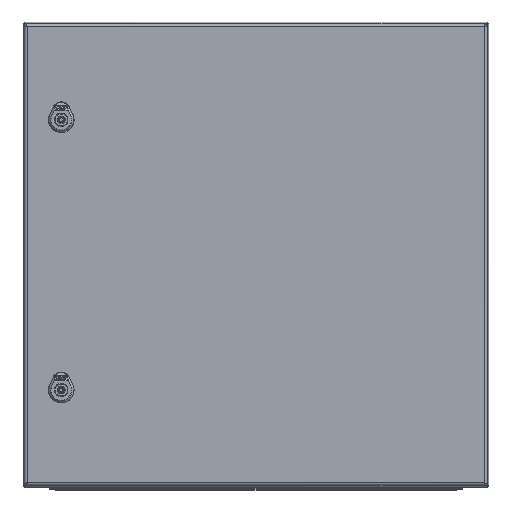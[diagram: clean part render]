
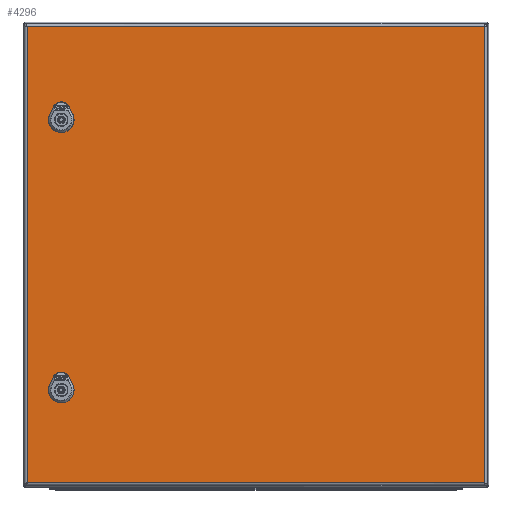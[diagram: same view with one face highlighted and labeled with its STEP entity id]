
A CAD part, top view. The second image highlights one B-rep face of the part: STEP entity #4296.
In plain terms, the highlighted face is planar.
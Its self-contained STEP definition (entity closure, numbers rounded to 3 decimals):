
#911=FACE_BOUND('',#6749,.T.);
#912=FACE_BOUND('',#6750,.T.);
#913=FACE_BOUND('',#6751,.T.);
#4296=ADVANCED_FACE('',(#911,#912,#913),#4995,.F.);
#4995=PLANE('',#20234);
#6749=EDGE_LOOP('',(#11014,#11015,#11016,#11017,#11018,#11019,#11020,#11021));
#6750=EDGE_LOOP('',(#11022,#11023,#11024,#11025,#11026,#11027,#11028,#11029));
#6751=EDGE_LOOP('',(#11030,#11031,#11032,#11033));
#7752=CIRCLE('',#20226,11.25);
#7753=CIRCLE('',#20227,11.25);
#7754=CIRCLE('',#20228,11.25);
#7755=CIRCLE('',#20229,11.25);
#7756=CIRCLE('',#20230,11.25);
#7757=CIRCLE('',#20231,11.25);
#7758=CIRCLE('',#20232,11.25);
#7759=CIRCLE('',#20233,11.25);
#11014=ORIENTED_EDGE('',*,*,#15880,.T.);
#11015=ORIENTED_EDGE('',*,*,#15881,.T.);
#11016=ORIENTED_EDGE('',*,*,#15882,.T.);
#11017=ORIENTED_EDGE('',*,*,#15883,.T.);
#11018=ORIENTED_EDGE('',*,*,#15884,.T.);
#11019=ORIENTED_EDGE('',*,*,#15885,.T.);
#11020=ORIENTED_EDGE('',*,*,#15886,.T.);
#11021=ORIENTED_EDGE('',*,*,#15887,.T.);
#11022=ORIENTED_EDGE('',*,*,#15888,.T.);
#11023=ORIENTED_EDGE('',*,*,#15889,.T.);
#11024=ORIENTED_EDGE('',*,*,#15890,.T.);
#11025=ORIENTED_EDGE('',*,*,#15891,.T.);
#11026=ORIENTED_EDGE('',*,*,#15892,.T.);
#11027=ORIENTED_EDGE('',*,*,#15893,.T.);
#11028=ORIENTED_EDGE('',*,*,#15894,.T.);
#11029=ORIENTED_EDGE('',*,*,#15895,.T.);
#11030=ORIENTED_EDGE('',*,*,#15896,.T.);
#11031=ORIENTED_EDGE('',*,*,#15897,.T.);
#11032=ORIENTED_EDGE('',*,*,#15898,.T.);
#11033=ORIENTED_EDGE('',*,*,#15899,.T.);
#13915=VERTEX_POINT('',#33300);
#13916=VERTEX_POINT('',#33301);
#13917=VERTEX_POINT('',#33303);
#13918=VERTEX_POINT('',#33305);
#13919=VERTEX_POINT('',#33307);
#13920=VERTEX_POINT('',#33309);
#13921=VERTEX_POINT('',#33311);
#13922=VERTEX_POINT('',#33313);
#13923=VERTEX_POINT('',#33316);
#13924=VERTEX_POINT('',#33317);
#13925=VERTEX_POINT('',#33319);
#13926=VERTEX_POINT('',#33321);
#13927=VERTEX_POINT('',#33323);
#13928=VERTEX_POINT('',#33325);
#13929=VERTEX_POINT('',#33327);
#13930=VERTEX_POINT('',#33329);
#13931=VERTEX_POINT('',#33332);
#13932=VERTEX_POINT('',#33333);
#13933=VERTEX_POINT('',#33335);
#13934=VERTEX_POINT('',#33337);
#15880=EDGE_CURVE('',#13915,#13916,#17557,.T.);
#15881=EDGE_CURVE('',#13916,#13917,#7752,.T.);
#15882=EDGE_CURVE('',#13917,#13918,#17558,.T.);
#15883=EDGE_CURVE('',#13918,#13919,#7753,.T.);
#15884=EDGE_CURVE('',#13919,#13920,#17559,.T.);
#15885=EDGE_CURVE('',#13920,#13921,#7754,.T.);
#15886=EDGE_CURVE('',#13921,#13922,#17560,.T.);
#15887=EDGE_CURVE('',#13922,#13915,#7755,.T.);
#15888=EDGE_CURVE('',#13923,#13924,#17561,.T.);
#15889=EDGE_CURVE('',#13924,#13925,#7756,.T.);
#15890=EDGE_CURVE('',#13925,#13926,#17562,.T.);
#15891=EDGE_CURVE('',#13926,#13927,#7757,.T.);
#15892=EDGE_CURVE('',#13927,#13928,#17563,.T.);
#15893=EDGE_CURVE('',#13928,#13929,#7758,.T.);
#15894=EDGE_CURVE('',#13929,#13930,#17564,.T.);
#15895=EDGE_CURVE('',#13930,#13923,#7759,.T.);
#15896=EDGE_CURVE('',#13931,#13932,#17565,.T.);
#15897=EDGE_CURVE('',#13932,#13933,#17566,.T.);
#15898=EDGE_CURVE('',#13933,#13934,#17567,.T.);
#15899=EDGE_CURVE('',#13934,#13931,#17568,.T.);
#17557=LINE('',#33299,#18771);
#17558=LINE('',#33304,#18772);
#17559=LINE('',#33308,#18773);
#17560=LINE('',#33312,#18774);
#17561=LINE('',#33315,#18775);
#17562=LINE('',#33320,#18776);
#17563=LINE('',#33324,#18777);
#17564=LINE('',#33328,#18778);
#17565=LINE('',#33331,#18779);
#17566=LINE('',#33334,#18780);
#17567=LINE('',#33336,#18781);
#17568=LINE('',#33338,#18782);
#18771=VECTOR('',#23441,1.);
#18772=VECTOR('',#23444,1.);
#18773=VECTOR('',#23447,1.);
#18774=VECTOR('',#23450,1.);
#18775=VECTOR('',#23453,1.);
#18776=VECTOR('',#23456,1.);
#18777=VECTOR('',#23459,1.);
#18778=VECTOR('',#23462,1.);
#18779=VECTOR('',#23465,1.);
#18780=VECTOR('',#23466,1.);
#18781=VECTOR('',#23467,1.);
#18782=VECTOR('',#23468,1.);
#20226=AXIS2_PLACEMENT_3D('',#33302,#23442,#23443);
#20227=AXIS2_PLACEMENT_3D('',#33306,#23445,#23446);
#20228=AXIS2_PLACEMENT_3D('',#33310,#23448,#23449);
#20229=AXIS2_PLACEMENT_3D('',#33314,#23451,#23452);
#20230=AXIS2_PLACEMENT_3D('',#33318,#23454,#23455);
#20231=AXIS2_PLACEMENT_3D('',#33322,#23457,#23458);
#20232=AXIS2_PLACEMENT_3D('',#33326,#23460,#23461);
#20233=AXIS2_PLACEMENT_3D('',#33330,#23463,#23464);
#20234=AXIS2_PLACEMENT_3D('',#33339,#23469,#23470);
#23441=DIRECTION('',(-1.,0.,0.));
#23442=DIRECTION('',(0.,0.,1.));
#23443=DIRECTION('',(1.,0.,0.));
#23444=DIRECTION('',(0.,-1.,0.));
#23445=DIRECTION('',(0.,0.,1.));
#23446=DIRECTION('',(1.,0.,0.));
#23447=DIRECTION('',(1.,0.,0.));
#23448=DIRECTION('',(0.,0.,1.));
#23449=DIRECTION('',(1.,0.,0.));
#23450=DIRECTION('',(0.,1.,0.));
#23451=DIRECTION('',(0.,0.,1.));
#23452=DIRECTION('',(1.,0.,0.));
#23453=DIRECTION('',(-1.,0.,0.));
#23454=DIRECTION('',(0.,0.,1.));
#23455=DIRECTION('',(1.,0.,0.));
#23456=DIRECTION('',(0.,-1.,0.));
#23457=DIRECTION('',(0.,0.,1.));
#23458=DIRECTION('',(1.,0.,0.));
#23459=DIRECTION('',(1.,0.,0.));
#23460=DIRECTION('',(0.,0.,1.));
#23461=DIRECTION('',(1.,0.,0.));
#23462=DIRECTION('',(0.,1.,0.));
#23463=DIRECTION('',(0.,0.,1.));
#23464=DIRECTION('',(1.,0.,0.));
#23465=DIRECTION('',(0.,1.,0.));
#23466=DIRECTION('',(1.,0.,0.));
#23467=DIRECTION('',(0.,-1.,0.));
#23468=DIRECTION('',(-1.,0.,0.));
#23469=DIRECTION('',(0.,0.,1.));
#23470=DIRECTION('',(1.,0.,0.));
#33299=CARTESIAN_POINT('',(-295.75,-164.3,0.));
#33300=CARTESIAN_POINT('',(255.496,-164.3,0.));
#33301=CARTESIAN_POINT('',(246.004,-164.3,0.));
#33302=CARTESIAN_POINT('',(250.75,-174.5,0.));
#33303=CARTESIAN_POINT('',(240.55,-169.754,0.));
#33304=CARTESIAN_POINT('',(240.55,-295.,0.));
#33305=CARTESIAN_POINT('',(240.55,-179.246,0.));
#33306=CARTESIAN_POINT('',(250.75,-174.5,0.));
#33307=CARTESIAN_POINT('',(246.004,-184.7,0.));
#33308=CARTESIAN_POINT('',(-295.75,-184.7,0.));
#33309=CARTESIAN_POINT('',(255.496,-184.7,0.));
#33310=CARTESIAN_POINT('',(250.75,-174.5,0.));
#33311=CARTESIAN_POINT('',(260.95,-179.246,0.));
#33312=CARTESIAN_POINT('',(260.95,-295.,0.));
#33313=CARTESIAN_POINT('',(260.95,-169.754,0.));
#33314=CARTESIAN_POINT('',(250.75,-174.5,0.));
#33315=CARTESIAN_POINT('',(-295.75,184.7,0.));
#33316=CARTESIAN_POINT('',(255.496,184.7,0.));
#33317=CARTESIAN_POINT('',(246.004,184.7,0.));
#33318=CARTESIAN_POINT('',(250.75,174.5,0.));
#33319=CARTESIAN_POINT('',(240.55,179.246,0.));
#33320=CARTESIAN_POINT('',(240.55,-295.,0.));
#33321=CARTESIAN_POINT('',(240.55,169.754,0.));
#33322=CARTESIAN_POINT('',(250.75,174.5,0.));
#33323=CARTESIAN_POINT('',(246.004,164.3,0.));
#33324=CARTESIAN_POINT('',(-295.75,164.3,0.));
#33325=CARTESIAN_POINT('',(255.496,164.3,0.));
#33326=CARTESIAN_POINT('',(250.75,174.5,0.));
#33327=CARTESIAN_POINT('',(260.95,169.754,0.));
#33328=CARTESIAN_POINT('',(260.95,-295.,0.));
#33329=CARTESIAN_POINT('',(260.95,179.246,0.));
#33330=CARTESIAN_POINT('',(250.75,174.5,0.));
#33331=CARTESIAN_POINT('',(-294.75,-295.,0.));
#33332=CARTESIAN_POINT('',(-294.75,-294.,0.));
#33333=CARTESIAN_POINT('',(-294.75,294.,0.));
#33334=CARTESIAN_POINT('',(-295.75,294.,0.));
#33335=CARTESIAN_POINT('',(294.75,294.,0.));
#33336=CARTESIAN_POINT('',(294.75,-295.,0.));
#33337=CARTESIAN_POINT('',(294.75,-294.,0.));
#33338=CARTESIAN_POINT('',(-295.75,-294.,0.));
#33339=CARTESIAN_POINT('',(-295.75,-295.,0.));
